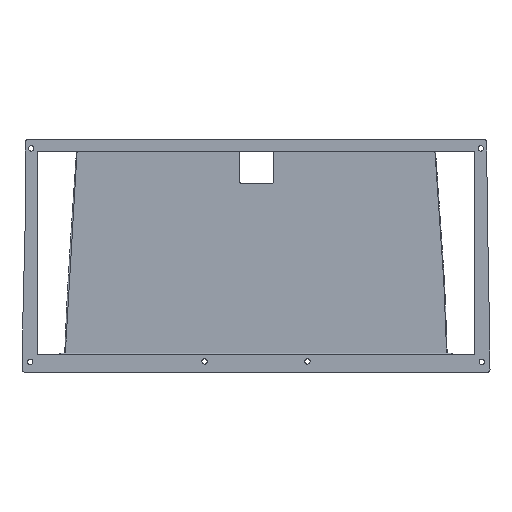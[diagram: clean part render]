
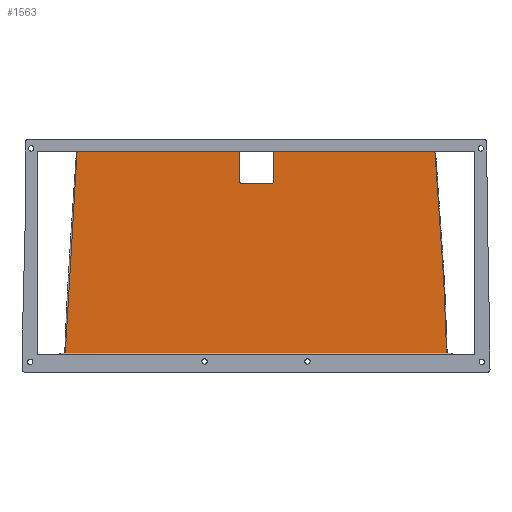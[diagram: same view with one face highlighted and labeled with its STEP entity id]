
A CAD part, top view. The second image highlights one B-rep face of the part: STEP entity #1563.
In plain terms, the highlighted planar face has unit normal (0, 0, 1).
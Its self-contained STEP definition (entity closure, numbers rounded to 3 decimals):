
#156=B_SPLINE_CURVE_WITH_KNOTS('',3,(#4795,#4796,#4797,#4798,#4799,#4800,
#4801),.UNSPECIFIED.,.F.,.F.,(4,2,1,4),(0.,5.561,
7.289,9.016),.UNSPECIFIED.);
#158=B_SPLINE_CURVE_WITH_KNOTS('',3,(#4867,#4868,#4869,#4870,#4871,#4872,
#4873),.UNSPECIFIED.,.F.,.F.,(4,2,1,4),(0.,0.965,
5.795,9.016),.UNSPECIFIED.);
#207=PLANE('',#1686);
#288=FACE_OUTER_BOUND('',#394,.T.);
#394=EDGE_LOOP('',(#1397,#1398,#1399,#1400,#1401,#1402,#1403,#1404,#1405,
#1406));
#454=LINE('',#4817,#526);
#456=LINE('',#4879,#528);
#459=LINE('',#4892,#531);
#463=LINE('',#5072,#535);
#470=LINE('',#5316,#542);
#471=LINE('',#5319,#543);
#526=VECTOR('',#1916,10.);
#528=VECTOR('',#1922,10.);
#531=VECTOR('',#1927,10.);
#535=VECTOR('',#1935,10.);
#542=VECTOR('',#1960,10.);
#543=VECTOR('',#1963,10.);
#591=CIRCLE('',#1670,1.);
#597=CIRCLE('',#1687,1.);
#653=VERTEX_POINT('',#2750);
#660=VERTEX_POINT('',#2939);
#679=VERTEX_POINT('',#3573);
#716=VERTEX_POINT('',#4639);
#719=VERTEX_POINT('',#4711);
#720=VERTEX_POINT('',#4712);
#724=VERTEX_POINT('',#4875);
#732=VERTEX_POINT('',#5071);
#744=VERTEX_POINT('',#5314);
#745=VERTEX_POINT('',#5318);
#922=EDGE_CURVE('',#719,#720,#591,.T.);
#928=EDGE_CURVE('',#716,#679,#156,.T.);
#930=EDGE_CURVE('',#653,#679,#454,.T.);
#931=EDGE_CURVE('',#653,#660,#158,.T.);
#934=EDGE_CURVE('',#724,#660,#456,.T.);
#939=EDGE_CURVE('',#719,#724,#459,.T.);
#949=EDGE_CURVE('',#732,#720,#463,.T.);
#971=EDGE_CURVE('',#716,#744,#470,.T.);
#972=EDGE_CURVE('',#744,#745,#471,.T.);
#973=EDGE_CURVE('',#732,#745,#597,.T.);
#1397=ORIENTED_EDGE('',*,*,#939,.T.);
#1398=ORIENTED_EDGE('',*,*,#934,.T.);
#1399=ORIENTED_EDGE('',*,*,#931,.F.);
#1400=ORIENTED_EDGE('',*,*,#930,.T.);
#1401=ORIENTED_EDGE('',*,*,#928,.F.);
#1402=ORIENTED_EDGE('',*,*,#971,.T.);
#1403=ORIENTED_EDGE('',*,*,#972,.T.);
#1404=ORIENTED_EDGE('',*,*,#973,.F.);
#1405=ORIENTED_EDGE('',*,*,#949,.T.);
#1406=ORIENTED_EDGE('',*,*,#922,.F.);
#1563=ADVANCED_FACE('',(#288),#207,.F.);
#1670=AXIS2_PLACEMENT_3D('',#4713,#1910,#1911);
#1686=AXIS2_PLACEMENT_3D('',#5317,#1961,#1962);
#1687=AXIS2_PLACEMENT_3D('',#5320,#1964,#1965);
#1910=DIRECTION('center_axis',(0.,0.,1.));
#1911=DIRECTION('ref_axis',(-0.707,-0.707,0.));
#1916=DIRECTION('',(1.,0.,0.));
#1922=DIRECTION('',(-1.,0.,0.));
#1927=DIRECTION('',(0.,1.,0.));
#1935=DIRECTION('',(-1.,0.,0.));
#1960=DIRECTION('',(-1.,0.,0.));
#1961=DIRECTION('center_axis',(0.,0.,-1.));
#1962=DIRECTION('ref_axis',(-1.,0.,0.));
#1963=DIRECTION('',(0.,-1.,0.));
#1964=DIRECTION('center_axis',(0.,0.,1.));
#1965=DIRECTION('ref_axis',(0.707,-0.707,0.));
#2750=CARTESIAN_POINT('',(-84.957,-44.55,-8.4));
#2939=CARTESIAN_POINT('',(-79.736,45.45,-8.4));
#3573=CARTESIAN_POINT('',(84.957,-44.55,-8.4));
#4639=CARTESIAN_POINT('',(79.736,45.45,-8.4));
#4711=CARTESIAN_POINT('',(-7.238,31.87,-8.4));
#4712=CARTESIAN_POINT('',(-6.238,30.87,-8.4));
#4713=CARTESIAN_POINT('Origin',(-6.238,31.87,-8.4));
#4795=CARTESIAN_POINT('Ctrl Pts',(79.736,45.45,-8.4));
#4796=CARTESIAN_POINT('Ctrl Pts',(81.03,26.956,-8.4));
#4797=CARTESIAN_POINT('Ctrl Pts',(82.347,8.463,-8.4));
#4798=CARTESIAN_POINT('Ctrl Pts',(83.904,-15.785,-8.4));
#4799=CARTESIAN_POINT('Ctrl Pts',(84.379,-27.291,-8.4));
#4800=CARTESIAN_POINT('Ctrl Pts',(84.701,-38.801,-8.4));
#4801=CARTESIAN_POINT('Ctrl Pts',(84.957,-44.55,-8.4));
#4817=CARTESIAN_POINT('',(0.,-44.55,-8.4));
#4867=CARTESIAN_POINT('Ctrl Pts',(-84.957,-44.55,-8.4));
#4868=CARTESIAN_POINT('Ctrl Pts',(-84.849,-41.338,-8.4));
#4869=CARTESIAN_POINT('Ctrl Pts',(-84.732,-38.125,-8.4));
#4870=CARTESIAN_POINT('Ctrl Pts',(-83.933,-18.824,-8.4));
#4871=CARTESIAN_POINT('Ctrl Pts',(-82.306,7.965,-8.4));
#4872=CARTESIAN_POINT('Ctrl Pts',(-80.475,34.74,-8.4));
#4873=CARTESIAN_POINT('Ctrl Pts',(-79.736,45.45,-8.4));
#4875=CARTESIAN_POINT('',(-7.238,45.45,-8.4));
#4879=CARTESIAN_POINT('',(0.,45.45,-8.4));
#4892=CARTESIAN_POINT('',(-7.238,22.935,-8.4));
#5071=CARTESIAN_POINT('',(6.763,30.87,-8.4));
#5072=CARTESIAN_POINT('',(3.881,30.87,-8.4));
#5314=CARTESIAN_POINT('',(7.763,45.45,-8.4));
#5316=CARTESIAN_POINT('',(0.,45.45,-8.4));
#5317=CARTESIAN_POINT('Origin',(0.,0.,-8.4));
#5318=CARTESIAN_POINT('',(7.763,31.87,-8.4));
#5319=CARTESIAN_POINT('',(7.763,22.935,-8.4));
#5320=CARTESIAN_POINT('Origin',(6.763,31.87,-8.4));
